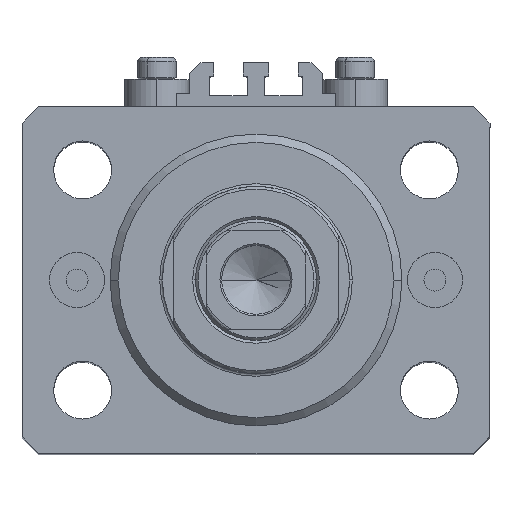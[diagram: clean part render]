
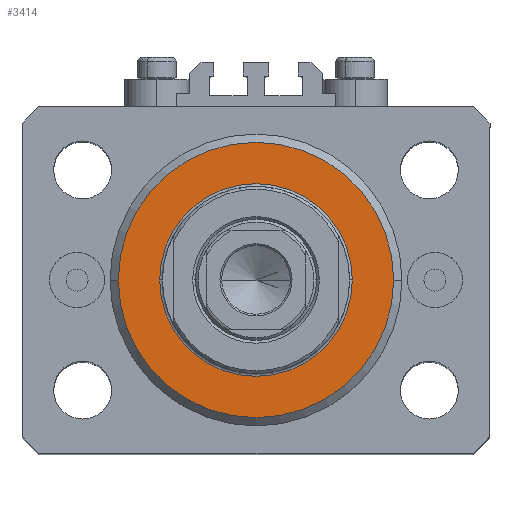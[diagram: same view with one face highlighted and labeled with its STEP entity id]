
A CAD part, top view. The second image highlights one B-rep face of the part: STEP entity #3414.
In plain terms, the highlighted face is planar.
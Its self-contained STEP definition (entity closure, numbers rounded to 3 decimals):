
#1365 = AXIS2_PLACEMENT_3D ( 'NONE', #7691, #8151, #1445 ) ;
#1445 = DIRECTION ( 'NONE',  ( 1., 0., 0. ) ) ;
#1554 = FACE_OUTER_BOUND ( 'NONE', #12888, .T. ) ;
#2835 = AXIS2_PLACEMENT_3D ( 'NONE', #5146, #26900, #19490 ) ;
#3414 = ADVANCED_FACE ( 'NONE', ( #8969, #1554 ), #23533, .F. ) ;
#4501 = ORIENTED_EDGE ( 'NONE', *, *, #14544, .T. ) ;
#5146 = CARTESIAN_POINT ( 'NONE',  ( 0., 0., 0. ) ) ;
#6216 = CARTESIAN_POINT ( 'NONE',  ( 25., 0., 0. ) ) ;
#7691 = CARTESIAN_POINT ( 'NONE',  ( 0., 0., 0. ) ) ;
#8064 = ORIENTED_EDGE ( 'NONE', *, *, #21768, .T. ) ;
#8151 = DIRECTION ( 'NONE',  ( 0., 0., -1. ) ) ;
#8969 = FACE_BOUND ( 'NONE', #45818, .T. ) ;
#9500 = ORIENTED_EDGE ( 'NONE', *, *, #12910, .T. ) ;
#9598 = DIRECTION ( 'NONE',  ( 0., 0., 1. ) ) ;
#11106 = VERTEX_POINT ( 'NONE', #40238 ) ;
#12888 = EDGE_LOOP ( 'NONE', ( #8064, #4501 ) ) ;
#12910 = EDGE_CURVE ( 'NONE', #29249, #19005, #17612, .T. ) ;
#13254 = DIRECTION ( 'NONE',  ( 1., 0., 0. ) ) ;
#14544 = EDGE_CURVE ( 'NONE', #11106, #46236, #38972, .T. ) ;
#15326 = AXIS2_PLACEMENT_3D ( 'NONE', #28063, #27825, #13254 ) ;
#17612 = CIRCLE ( 'NONE', #15326, 17.5 ) ;
#17868 = AXIS2_PLACEMENT_3D ( 'NONE', #31315, #9598, #31793 ) ;
#19005 = VERTEX_POINT ( 'NONE', #42562 ) ;
#19490 = DIRECTION ( 'NONE',  ( 1., 0., 0. ) ) ;
#21226 = CIRCLE ( 'NONE', #1365, 25. ) ;
#21768 = EDGE_CURVE ( 'NONE', #46236, #11106, #21226, .T. ) ;
#23533 = PLANE ( 'NONE',  #2835 ) ;
#26560 = DIRECTION ( 'NONE',  ( 0., 0., -1. ) ) ;
#26900 = DIRECTION ( 'NONE',  ( 0., 0., 1. ) ) ;
#27561 = AXIS2_PLACEMENT_3D ( 'NONE', #33946, #26560, #38227 ) ;
#27825 = DIRECTION ( 'NONE',  ( 0., 0., 1. ) ) ;
#28063 = CARTESIAN_POINT ( 'NONE',  ( 0., 0., 0. ) ) ;
#29249 = VERTEX_POINT ( 'NONE', #34785 ) ;
#31315 = CARTESIAN_POINT ( 'NONE',  ( 0., 0., 0. ) ) ;
#31793 = DIRECTION ( 'NONE',  ( 1., 0., 0. ) ) ;
#33946 = CARTESIAN_POINT ( 'NONE',  ( 0., 0., 0. ) ) ;
#34785 = CARTESIAN_POINT ( 'NONE',  ( 17.5, 0., 0. ) ) ;
#38227 = DIRECTION ( 'NONE',  ( 1., 0., 0. ) ) ;
#38972 = CIRCLE ( 'NONE', #27561, 25. ) ;
#40238 = CARTESIAN_POINT ( 'NONE',  ( -25., 0., 0. ) ) ;
#41735 = EDGE_CURVE ( 'NONE', #19005, #29249, #45285, .T. ) ;
#42562 = CARTESIAN_POINT ( 'NONE',  ( -17.5, 0., 0. ) ) ;
#45285 = CIRCLE ( 'NONE', #17868, 17.5 ) ;
#45818 = EDGE_LOOP ( 'NONE', ( #9500, #46939 ) ) ;
#46236 = VERTEX_POINT ( 'NONE', #6216 ) ;
#46939 = ORIENTED_EDGE ( 'NONE', *, *, #41735, .T. ) ;
